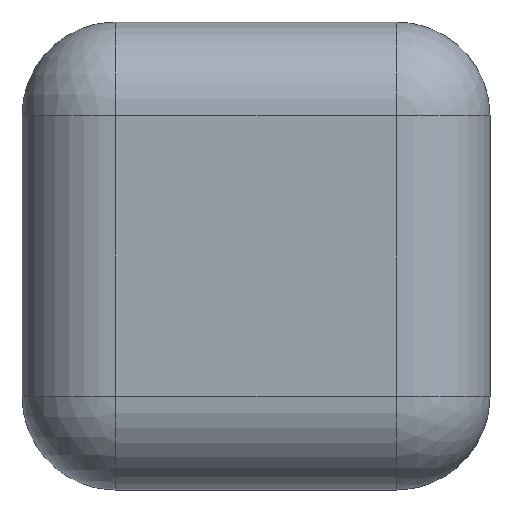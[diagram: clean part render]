
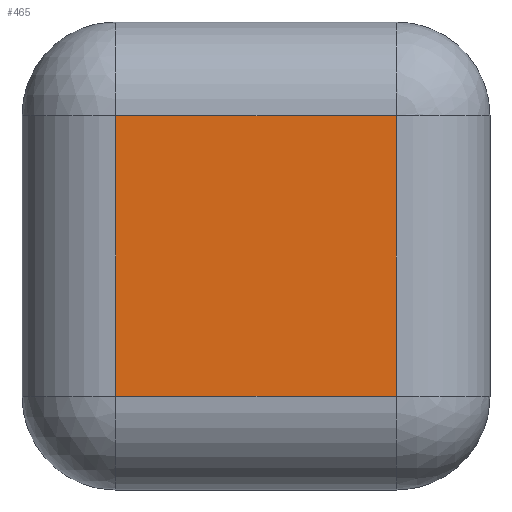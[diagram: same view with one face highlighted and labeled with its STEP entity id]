
A CAD part, left-side view. The second image highlights one B-rep face of the part: STEP entity #465.
In plain terms, the highlighted planar face has unit normal (-1, 0, 0).
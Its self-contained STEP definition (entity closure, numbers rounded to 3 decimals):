
#13=DIRECTION('',(0.,0.,1.));
#14=DIRECTION('',(1.,0.,0.));
#28=VECTOR('',#13,1.);
#46=DIRECTION('',(0.,1.,0.));
#123=CARTESIAN_POINT('',(-0.8,-0.4,0.16));
#133=CARTESIAN_POINT('',(-0.8,-0.4,0.64));
#136=CARTESIAN_POINT('',(-0.8,-0.4,0.));
#211=CARTESIAN_POINT('',(-0.8,-0.24,0.));
#215=CARTESIAN_POINT('',(-0.8,-0.24,0.16));
#224=VECTOR('',#46,1.);
#253=CARTESIAN_POINT('',(-0.8,-0.24,0.64));
#279=VERTEX_POINT('',#215);
#286=VERTEX_POINT('',#253);
#291=ORIENTED_EDGE('',*,*,#292,.F.);
#292=EDGE_CURVE('',#279,#286,#293,.T.);
#293=LINE('',#211,#28);
#387=CARTESIAN_POINT('',(-0.8,0.24,0.));
#465=ADVANCED_FACE('',(#466),#481,.F.);
#466=FACE_BOUND('',#467,.F.);
#467=EDGE_LOOP('',(#468,#475,#291,#478));
#468=ORIENTED_EDGE('',*,*,#469,.T.);
#469=EDGE_CURVE('',#470,#472,#474,.T.);
#470=VERTEX_POINT('',#471);
#471=CARTESIAN_POINT('',(-0.8,0.24,0.16));
#472=VERTEX_POINT('',#473);
#473=CARTESIAN_POINT('',(-0.8,0.24,0.64));
#474=LINE('',#387,#28);
#475=ORIENTED_EDGE('',*,*,#476,.F.);
#476=EDGE_CURVE('',#286,#472,#477,.T.);
#477=LINE('',#133,#224);
#478=ORIENTED_EDGE('',*,*,#479,.T.);
#479=EDGE_CURVE('',#279,#470,#480,.T.);
#480=LINE('',#123,#224);
#481=PLANE('',#482);
#482=AXIS2_PLACEMENT_3D('',#136,#14,#13);
